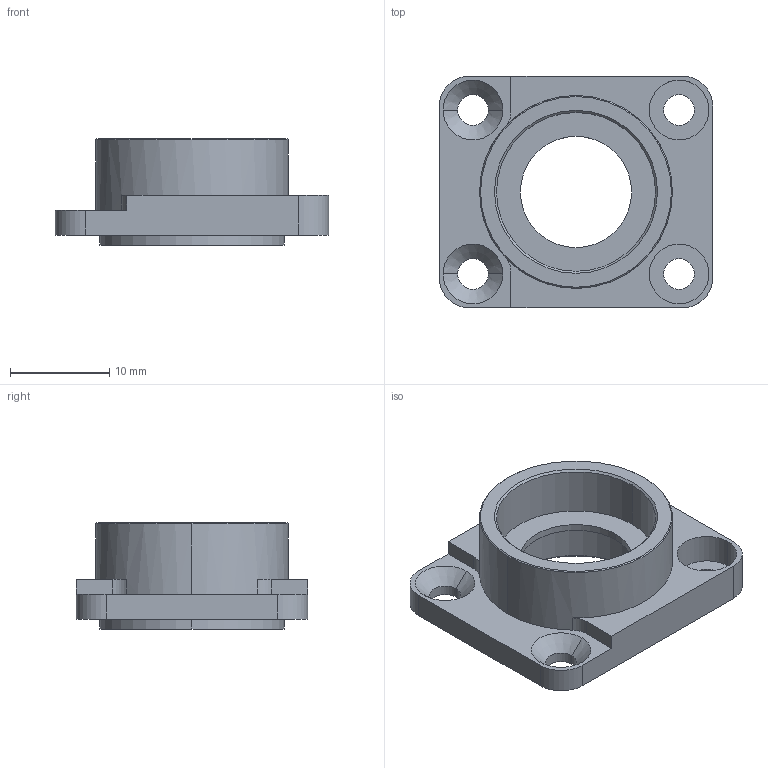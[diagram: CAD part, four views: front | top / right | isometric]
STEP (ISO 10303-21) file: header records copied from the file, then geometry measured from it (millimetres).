
FILE_DESCRIPTION (( 'STEP AP214' ), '1' );
FILE_NAME ('dual support pignon.STEP', '2018-08-01T20:51:06', ( '' ), ( '' ), 'SwSTEP 2.0', 'SolidWorks 2016', '' );
FILE_SCHEMA (( 'AUTOMOTIVE_DESIGN' ));
Length unit declared in the file: millimetre
Products named in the file (1): dual support pignon
Bounding box: 27.5 x 23.3 x 10.7 mm (x, y, z)
Volume: 1957.2 mm3; surface area: 2467 mm2
Topology: 1 solids, 1 shells, 53 faces, 128 edges, 82 vertices
Faces by surface type: cylinder 28, plane 15, cone 10
Entity records: 1624 total; most frequent: DIRECTION 304, CARTESIAN_POINT 264, ORIENTED_EDGE 256, EDGE_CURVE 128, AXIS2_PLACEMENT_3D 122, VERTEX_POINT 82, EDGE_LOOP 68, CIRCLE 68
